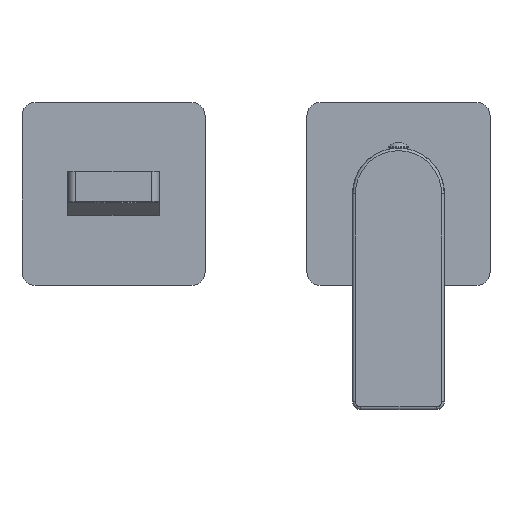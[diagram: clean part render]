
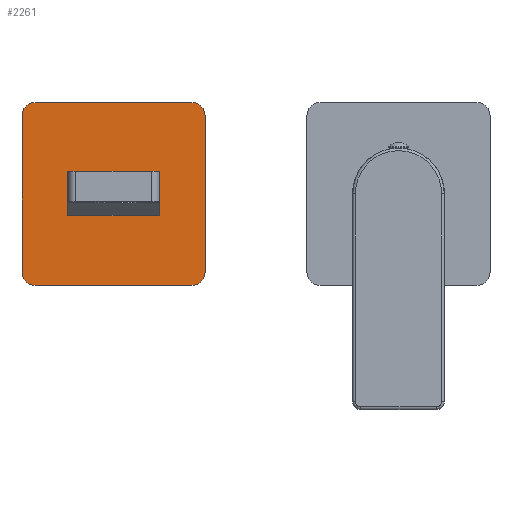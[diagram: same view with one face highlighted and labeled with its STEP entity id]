
A CAD part, top view. The second image highlights one B-rep face of the part: STEP entity #2261.
In plain terms, the highlighted planar face has unit normal (0, 0, 1).
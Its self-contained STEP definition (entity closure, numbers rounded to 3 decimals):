
#1979=CARTESIAN_POINT('',(-139.,-30.,52.));
#1980=DIRECTION('',(0.,0.,1.));
#1981=DIRECTION('',(-1.,0.,0.));
#1982=AXIS2_PLACEMENT_3D('',#1979,#1980,#1981);
#1984=DIRECTION('',(0.,-1.,0.));
#1985=VECTOR('',#1984,60.);
#1986=CARTESIAN_POINT('',(-144.,30.,52.));
#1987=LINE('',#1986,#1985);
#1988=CARTESIAN_POINT('',(-139.,30.,52.));
#1989=DIRECTION('',(0.,0.,1.));
#1990=DIRECTION('',(0.,1.,0.));
#1991=AXIS2_PLACEMENT_3D('',#1988,#1989,#1990);
#1993=DIRECTION('',(-1.,0.,0.));
#1994=VECTOR('',#1993,60.);
#1995=CARTESIAN_POINT('',(-79.,35.,52.));
#1996=LINE('',#1995,#1994);
#1997=CARTESIAN_POINT('',(-79.,30.,52.));
#1998=DIRECTION('',(0.,0.,1.));
#1999=DIRECTION('',(1.,0.,0.));
#2000=AXIS2_PLACEMENT_3D('',#1997,#1998,#1999);
#2002=DIRECTION('',(0.,1.,0.));
#2003=VECTOR('',#2002,60.);
#2004=CARTESIAN_POINT('',(-74.,-30.,52.));
#2005=LINE('',#2004,#2003);
#2006=CARTESIAN_POINT('',(-79.,-30.,52.));
#2007=DIRECTION('',(0.,0.,1.));
#2008=DIRECTION('',(0.,-1.,0.));
#2009=AXIS2_PLACEMENT_3D('',#2006,#2007,#2008);
#2011=DIRECTION('',(1.,0.,0.));
#2012=VECTOR('',#2011,60.);
#2013=CARTESIAN_POINT('',(-139.,-35.,52.));
#2014=LINE('',#2013,#2012);
#2019=CARTESIAN_POINT('',(-144.,-30.,52.));
#2020=VERTEX_POINT('',#2019);
#2021=CARTESIAN_POINT('',(-139.,-35.,52.));
#2022=VERTEX_POINT('',#2021);
#2027=CARTESIAN_POINT('',(-79.,-35.,52.));
#2028=VERTEX_POINT('',#2027);
#2029=CARTESIAN_POINT('',(-74.,-30.,52.));
#2030=VERTEX_POINT('',#2029);
#2035=CARTESIAN_POINT('',(-74.,30.,52.));
#2036=VERTEX_POINT('',#2035);
#2037=CARTESIAN_POINT('',(-79.,35.,52.));
#2038=VERTEX_POINT('',#2037);
#2043=CARTESIAN_POINT('',(-139.,35.,52.));
#2044=VERTEX_POINT('',#2043);
#2045=CARTESIAN_POINT('',(-144.,30.,52.));
#2046=VERTEX_POINT('',#2045);
#2246=CARTESIAN_POINT('',(-109.,0.,52.));
#2247=DIRECTION('',(0.,0.,1.));
#2248=DIRECTION('',(-1.,0.,0.));
#2249=AXIS2_PLACEMENT_3D('',#2246,#2247,#2248);
#2250=PLANE('',#2249);
#2251=ORIENTED_EDGE('',*,*,#2086,.F.);
#2252=ORIENTED_EDGE('',*,*,#2109,.F.);
#2253=ORIENTED_EDGE('',*,*,#2129,.F.);
#2254=ORIENTED_EDGE('',*,*,#2149,.F.);
#2255=ORIENTED_EDGE('',*,*,#2171,.F.);
#2256=ORIENTED_EDGE('',*,*,#2191,.F.);
#2257=ORIENTED_EDGE('',*,*,#2213,.F.);
#2258=ORIENTED_EDGE('',*,*,#2232,.F.);
#2259=EDGE_LOOP('',(#2251,#2252,#2253,#2254,#2255,#2256,#2257,#2258));
#2260=FACE_OUTER_BOUND('',#2259,.F.);
#2261=ADVANCED_FACE('',(#2260),#2250,.T.);
#1983=CIRCLE('',#1982,5.);
#1992=CIRCLE('',#1991,5.);
#2001=CIRCLE('',#2000,5.);
#2010=CIRCLE('',#2009,5.);
#2086=EDGE_CURVE('',#2020,#2022,#1983,.T.);
#2109=EDGE_CURVE('',#2046,#2020,#1987,.T.);
#2129=EDGE_CURVE('',#2044,#2046,#1992,.T.);
#2149=EDGE_CURVE('',#2038,#2044,#1996,.T.);
#2171=EDGE_CURVE('',#2036,#2038,#2001,.T.);
#2191=EDGE_CURVE('',#2030,#2036,#2005,.T.);
#2213=EDGE_CURVE('',#2028,#2030,#2010,.T.);
#2232=EDGE_CURVE('',#2022,#2028,#2014,.T.);
